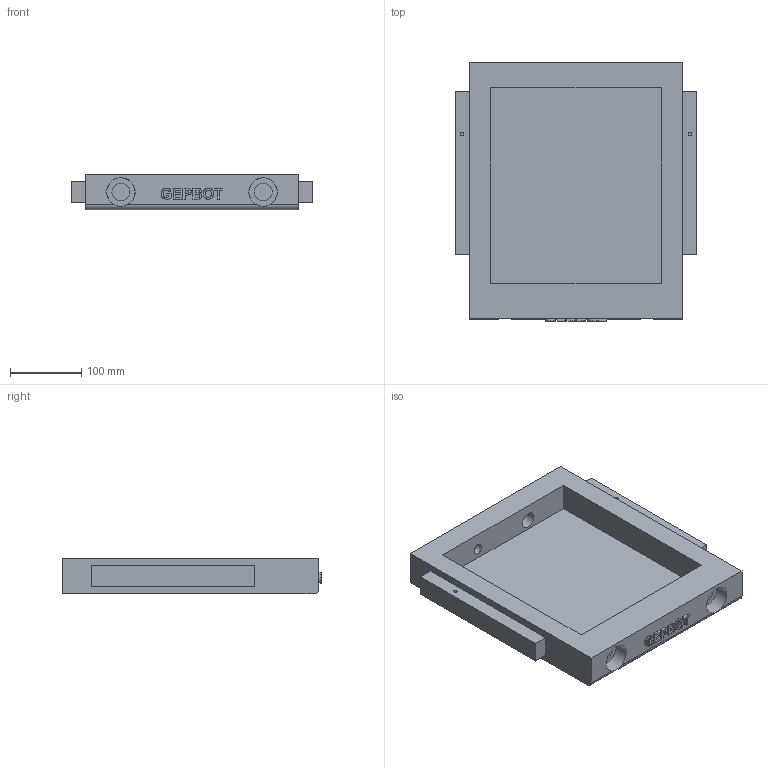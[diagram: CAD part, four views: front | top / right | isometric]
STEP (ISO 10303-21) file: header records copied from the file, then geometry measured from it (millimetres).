
FILE_DESCRIPTION(/* description */ (''),/* implementation_level */ '2;1');
FILE_NAME(/* name */ 'Bottom .step',/* time_stamp */ '2021-05-28T09:39:42+02:00',/* author */ (''),/* organization */ (''),/* preprocessor_version */ 'ST-DEVELOPER v18.1',/* originating_system */ 'Autodesk Translation Framework v10.9.0.1377',/* authorisation */ '');
FILE_SCHEMA (('AUTOMOTIVE_DESIGN { 1 0 10303 214 3 1 1 }'));
Length unit declared in the file: millimetre
Products named in the file (1): bottom rebirth
Bounding box: 340 x 363 x 50 mm (x, y, z)
Volume: 2934488.9 mm3; surface area: 355745.4 mm2
Topology: 1 solids, 3 shells, 166 faces, 435 edges, 290 vertices
Faces by surface type: plane 82, bspline 73, cylinder 11
Full cylindrical faces by diameter (mm): 5 x4, 15 x1, 22.361 x1, 25 x2, 40 x2
Entity records: 5245 total; most frequent: CARTESIAN_POINT 1577, ORIENTED_EDGE 870, DIRECTION 499, EDGE_CURVE 435, VERTEX_POINT 290, LINE 263, VECTOR 263, EDGE_LOOP 189
